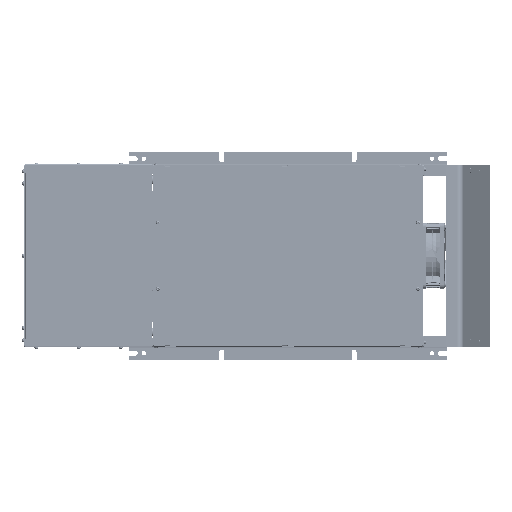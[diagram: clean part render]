
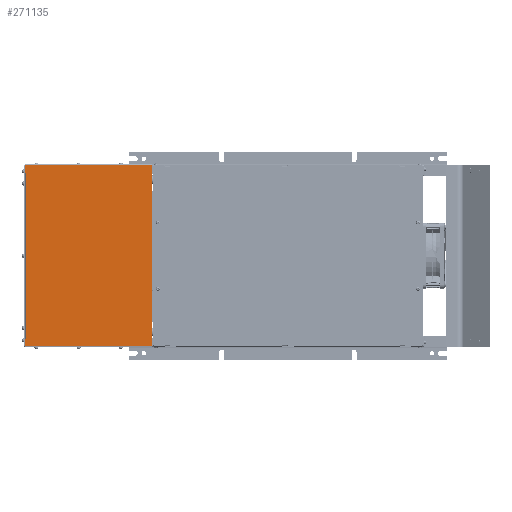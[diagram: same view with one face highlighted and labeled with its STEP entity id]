
A CAD part, top view. The second image highlights one B-rep face of the part: STEP entity #271135.
In plain terms, the highlighted planar face has unit normal (0, 0, 1).
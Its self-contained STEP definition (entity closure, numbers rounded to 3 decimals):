
#8838=PLANE('',#287765);
#18406=FACE_OUTER_BOUND('',#32780,.T.);
#32780=EDGE_LOOP('',(#183296,#183297,#183298,#183299,#183300,#183301,#183302,
#183303,#183304,#183305,#183306,#183307));
#48643=LINE('',#394713,#74746);
#48655=LINE('',#394743,#74758);
#48658=LINE('',#394750,#74761);
#48662=LINE('',#394757,#74765);
#48664=LINE('',#394761,#74767);
#48665=LINE('',#394763,#74768);
#48666=LINE('',#394765,#74769);
#48667=LINE('',#394767,#74770);
#48668=LINE('',#394769,#74771);
#48669=LINE('',#394771,#74772);
#48670=LINE('',#394773,#74773);
#48671=LINE('',#394774,#74774);
#74746=VECTOR('',#315490,10.);
#74758=VECTOR('',#315524,10.);
#74761=VECTOR('',#315529,10.);
#74765=VECTOR('',#315535,10.);
#74767=VECTOR('',#315539,10.);
#74768=VECTOR('',#315540,10.);
#74769=VECTOR('',#315541,10.);
#74770=VECTOR('',#315542,10.);
#74771=VECTOR('',#315543,10.);
#74772=VECTOR('',#315544,10.);
#74773=VECTOR('',#315545,10.);
#74774=VECTOR('',#315546,10.);
#111755=VERTEX_POINT('',#394710);
#111756=VERTEX_POINT('',#394712);
#111763=VERTEX_POINT('',#394742);
#111765=VERTEX_POINT('',#394748);
#111766=VERTEX_POINT('',#394749);
#111769=VERTEX_POINT('',#394760);
#111770=VERTEX_POINT('',#394762);
#111771=VERTEX_POINT('',#394764);
#111772=VERTEX_POINT('',#394766);
#111773=VERTEX_POINT('',#394768);
#111774=VERTEX_POINT('',#394770);
#111775=VERTEX_POINT('',#394772);
#139413=EDGE_CURVE('',#111756,#111755,#48643,.T.);
#139428=EDGE_CURVE('',#111763,#111756,#48655,.T.);
#139431=EDGE_CURVE('',#111765,#111766,#48658,.T.);
#139435=EDGE_CURVE('',#111766,#111763,#48662,.T.);
#139437=EDGE_CURVE('',#111755,#111769,#48664,.T.);
#139438=EDGE_CURVE('',#111769,#111770,#48665,.T.);
#139439=EDGE_CURVE('',#111770,#111771,#48666,.T.);
#139440=EDGE_CURVE('',#111772,#111771,#48667,.T.);
#139441=EDGE_CURVE('',#111772,#111773,#48668,.T.);
#139442=EDGE_CURVE('',#111774,#111773,#48669,.T.);
#139443=EDGE_CURVE('',#111774,#111775,#48670,.T.);
#139444=EDGE_CURVE('',#111765,#111775,#48671,.T.);
#183296=ORIENTED_EDGE('',*,*,#139431,.T.);
#183297=ORIENTED_EDGE('',*,*,#139435,.T.);
#183298=ORIENTED_EDGE('',*,*,#139428,.T.);
#183299=ORIENTED_EDGE('',*,*,#139413,.T.);
#183300=ORIENTED_EDGE('',*,*,#139437,.T.);
#183301=ORIENTED_EDGE('',*,*,#139438,.T.);
#183302=ORIENTED_EDGE('',*,*,#139439,.T.);
#183303=ORIENTED_EDGE('',*,*,#139440,.F.);
#183304=ORIENTED_EDGE('',*,*,#139441,.T.);
#183305=ORIENTED_EDGE('',*,*,#139442,.F.);
#183306=ORIENTED_EDGE('',*,*,#139443,.T.);
#183307=ORIENTED_EDGE('',*,*,#139444,.F.);
#271135=ADVANCED_FACE('',(#18406),#8838,.T.);
#287765=AXIS2_PLACEMENT_3D('',#394759,#315537,#315538);
#315490=DIRECTION('',(0.,-1.,0.));
#315524=DIRECTION('',(-1.,0.,0.));
#315529=DIRECTION('',(1.,0.,0.));
#315535=DIRECTION('',(0.,-1.,0.));
#315537=DIRECTION('center_axis',(0.,0.,
1.));
#315538=DIRECTION('ref_axis',(0.,-1.,0.));
#315539=DIRECTION('',(1.,0.,0.));
#315540=DIRECTION('',(0.,-1.,0.));
#315541=DIRECTION('',(-1.,0.,0.));
#315542=DIRECTION('',(0.,1.,0.));
#315543=DIRECTION('',(1.,0.,0.));
#315544=DIRECTION('',(0.,-1.,0.));
#315545=DIRECTION('',(-1.,0.,0.));
#315546=DIRECTION('',(0.,1.,0.));
#394710=CARTESIAN_POINT('',(-533.743,-62.133,312.5));
#394712=CARTESIAN_POINT('',(-533.743,239.867,312.5));
#394713=CARTESIAN_POINT('',(-533.743,164.467,312.5));
#394742=CARTESIAN_POINT('',(-533.733,239.867,312.5));
#394743=CARTESIAN_POINT('',(-477.238,239.867,312.5));
#394748=CARTESIAN_POINT('',(-535.743,239.877,312.5));
#394749=CARTESIAN_POINT('',(-533.733,239.877,312.5));
#394750=CARTESIAN_POINT('',(-478.243,239.877,312.5));
#394757=CARTESIAN_POINT('',(-533.733,164.472,312.5));
#394759=CARTESIAN_POINT('Origin',(-420.743,89.067,312.5));
#394760=CARTESIAN_POINT('',(-533.733,-62.133,312.5));
#394761=CARTESIAN_POINT('',(-478.243,-62.133,312.5));
#394762=CARTESIAN_POINT('',(-533.733,-62.143,312.5));
#394763=CARTESIAN_POINT('',(-533.733,13.467,312.5));
#394764=CARTESIAN_POINT('',(-535.743,-62.143,312.5));
#394765=CARTESIAN_POINT('',(-477.238,-62.143,312.5));
#394766=CARTESIAN_POINT('',(-535.743,-75.333,312.5));
#394767=CARTESIAN_POINT('',(-535.743,255.067,312.5));
#394768=CARTESIAN_POINT('',(-305.743,-75.333,312.5));
#394769=CARTESIAN_POINT('',(-478.243,-75.333,312.5));
#394770=CARTESIAN_POINT('',(-305.743,253.067,312.5));
#394771=CARTESIAN_POINT('',(-305.743,-76.933,312.5));
#394772=CARTESIAN_POINT('',(-535.743,253.067,312.5));
#394773=CARTESIAN_POINT('',(-363.243,253.067,312.5));
#394774=CARTESIAN_POINT('',(-535.743,255.067,312.5));
